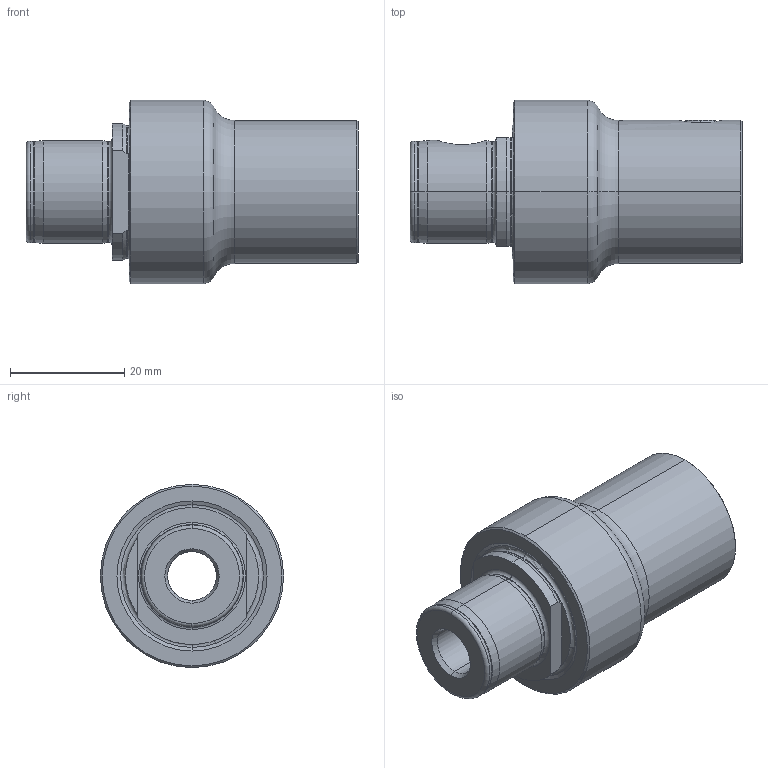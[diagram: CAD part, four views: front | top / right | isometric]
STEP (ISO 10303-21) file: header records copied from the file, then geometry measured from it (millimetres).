
FILE_DESCRIPTION (( 'STEP AP203' ), '1' );
FILE_NAME ('122.320.251.STEP', '2018-03-13T13:19:59', ( 'SWIAdmin' ), ( 'Hewlett-Packard Company' ), 'SwSTEP 2.0', 'SolidWorks 2017', '' );
FILE_SCHEMA (( 'CONFIG_CONTROL_DESIGN' ));
Length unit declared in the file: millimetre
Products named in the file (3): MB3-MB2.K01.040_C; MB2-ER1.001.008_A; 122.320.251
Assembly tree (2 placements, depth 2):
  122.320.251
    MB3-MB2.K01.040_C
    MB2-ER1.001.008_A
Bounding box: 58 x 32 x 32 mm (x, y, z)
Volume: 24119.7 mm3; surface area: 7921.1 mm2
Topology: 2 solids, 2 shells, 131 faces, 300 edges, 176 vertices
Faces by surface type: cone 43, cylinder 34, plane 30, torus 24
Entity records: 4329 total; most frequent: CARTESIAN_POINT 1051, DIRECTION 675, ORIENTED_EDGE 596, EDGE_CURVE 298, AXIS2_PLACEMENT_3D 283, VERTEX_POINT 176, CIRCLE 147, EDGE_LOOP 142
